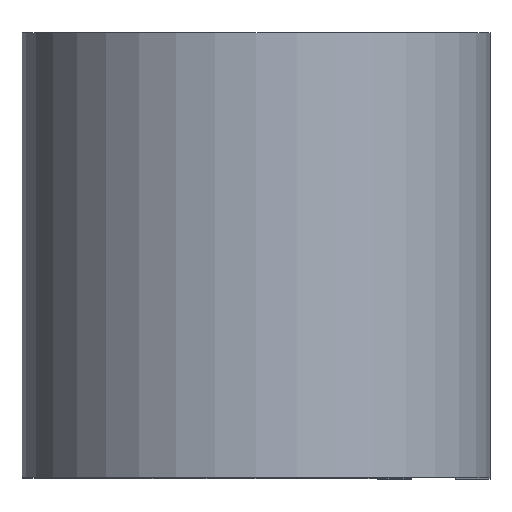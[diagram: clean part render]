
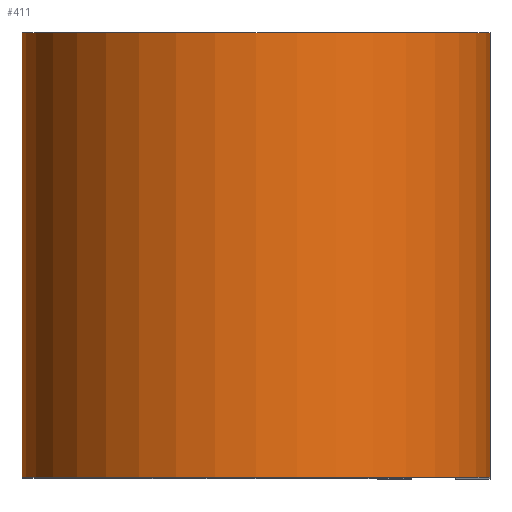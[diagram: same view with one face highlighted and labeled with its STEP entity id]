
A CAD part, top view. The second image highlights one B-rep face of the part: STEP entity #411.
In plain terms, the highlighted cylindrical face has radius 8.357 mm (diameter 16.713 mm), a partial arc.
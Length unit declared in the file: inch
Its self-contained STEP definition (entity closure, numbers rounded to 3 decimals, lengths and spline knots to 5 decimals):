
#1 = AXIS2_PLACEMENT_3D ( 'NONE', #540, #475, #478 ) ;
#52 = FACE_OUTER_BOUND ( 'NONE', #323, .T. ) ;
#113 = VECTOR ( 'NONE', #838, 39.37008 ) ;
#187 = VERTEX_POINT ( 'NONE', #852 ) ;
#189 = VERTEX_POINT ( 'NONE', #656 ) ;
#213 = CARTESIAN_POINT ( 'NONE',  ( 0., -0.3125, 0.562 ) ) ;
#266 = CYLINDRICAL_SURFACE ( 'NONE', #1, 0.329 ) ;
#276 = CIRCLE ( 'NONE', #684, 0.329 ) ;
#277 = DIRECTION ( 'NONE',  ( 1., 0., 0. ) ) ;
#285 = CARTESIAN_POINT ( 'NONE',  ( 0., 0.3125, 0.562 ) ) ;
#290 = EDGE_CURVE ( 'NONE', #294, #187, #350, .T. ) ;
#294 = VERTEX_POINT ( 'NONE', #393 ) ;
#299 = LINE ( 'NONE', #433, #113 ) ;
#323 = EDGE_LOOP ( 'NONE', ( #862, #372, #514, #654 ) ) ;
#324 = CIRCLE ( 'NONE', #667, 0.329 ) ;
#329 = VECTOR ( 'NONE', #792, 39.37008 ) ;
#348 = DIRECTION ( 'NONE',  ( 1., 0., 0. ) ) ;
#350 = LINE ( 'NONE', #723, #329 ) ;
#372 = ORIENTED_EDGE ( 'NONE', *, *, #624, .F. ) ;
#393 = CARTESIAN_POINT ( 'NONE',  ( -0.329, 0.3125, 0.562 ) ) ;
#411 = ADVANCED_FACE ( 'NONE', ( #52 ), #266, .T. ) ;
#433 = CARTESIAN_POINT ( 'NONE',  ( 0.329, 0.3125, 0.562 ) ) ;
#475 = DIRECTION ( 'NONE',  ( 0., -1., 0. ) ) ;
#478 = DIRECTION ( 'NONE',  ( 0., 0., -1. ) ) ;
#502 = VERTEX_POINT ( 'NONE', #763 ) ;
#514 = ORIENTED_EDGE ( 'NONE', *, *, #687, .F. ) ;
#540 = CARTESIAN_POINT ( 'NONE',  ( 0., 0.3125, 0.562 ) ) ;
#624 = EDGE_CURVE ( 'NONE', #502, #189, #299, .T. ) ;
#654 = ORIENTED_EDGE ( 'NONE', *, *, #290, .T. ) ;
#656 = CARTESIAN_POINT ( 'NONE',  ( 0.329, -0.3125, 0.562 ) ) ;
#667 = AXIS2_PLACEMENT_3D ( 'NONE', #213, #676, #277 ) ;
#676 = DIRECTION ( 'NONE',  ( 0., 1., 0. ) ) ;
#684 = AXIS2_PLACEMENT_3D ( 'NONE', #285, #742, #348 ) ;
#687 = EDGE_CURVE ( 'NONE', #294, #502, #276, .T. ) ;
#723 = CARTESIAN_POINT ( 'NONE',  ( -0.329, 0.3125, 0.562 ) ) ;
#742 = DIRECTION ( 'NONE',  ( 0., 1., 0. ) ) ;
#763 = CARTESIAN_POINT ( 'NONE',  ( 0.329, 0.3125, 0.562 ) ) ;
#792 = DIRECTION ( 'NONE',  ( 0., -1., 0. ) ) ;
#831 = EDGE_CURVE ( 'NONE', #187, #189, #324, .T. ) ;
#838 = DIRECTION ( 'NONE',  ( 0., -1., 0. ) ) ;
#852 = CARTESIAN_POINT ( 'NONE',  ( -0.329, -0.3125, 0.562 ) ) ;
#862 = ORIENTED_EDGE ( 'NONE', *, *, #831, .T. ) ;
